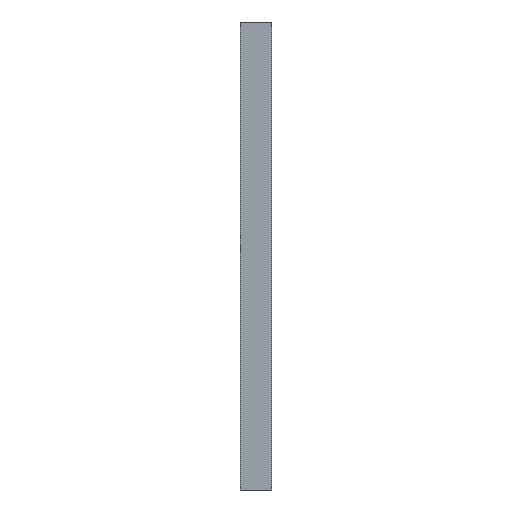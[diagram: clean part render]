
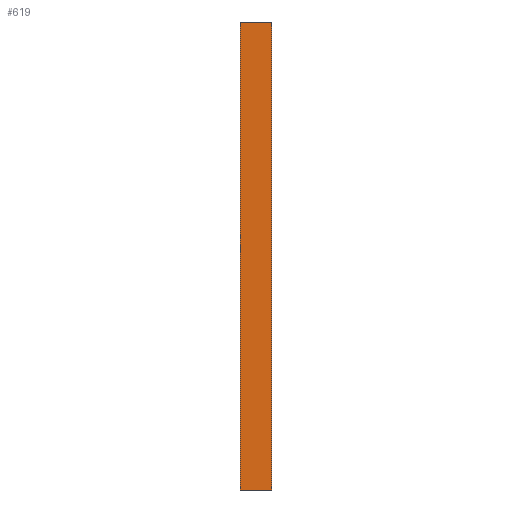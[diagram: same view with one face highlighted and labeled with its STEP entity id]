
A CAD part, left-side view. The second image highlights one B-rep face of the part: STEP entity #619.
In plain terms, the highlighted planar face has unit normal (-1, 0, 0).
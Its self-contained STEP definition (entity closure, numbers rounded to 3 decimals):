
#15 = CARTESIAN_POINT ( 'NONE',  ( -75., 10., -75. ) ) ;
#24 = VECTOR ( 'NONE', #43, 1000. ) ;
#43 = DIRECTION ( 'NONE',  ( 0., 0., 1. ) ) ;
#46 = LINE ( 'NONE', #601, #24 ) ;
#87 = VERTEX_POINT ( 'NONE', #390 ) ;
#112 = VERTEX_POINT ( 'NONE', #564 ) ;
#182 = CARTESIAN_POINT ( 'NONE',  ( -75., 10., -75. ) ) ;
#187 = CARTESIAN_POINT ( 'NONE',  ( -75., 0., 75. ) ) ;
#194 = DIRECTION ( 'NONE',  ( 0., -1., 0. ) ) ;
#207 = VECTOR ( 'NONE', #484, 1000. ) ;
#230 = EDGE_CURVE ( 'NONE', #87, #451, #468, .T. ) ;
#237 = LINE ( 'NONE', #15, #496 ) ;
#239 = PLANE ( 'NONE',  #691 ) ;
#257 = CARTESIAN_POINT ( 'NONE',  ( -75., 10., 75. ) ) ;
#281 = DIRECTION ( 'NONE',  ( 0., 0., -1. ) ) ;
#331 = ORIENTED_EDGE ( 'NONE', *, *, #230, .T. ) ;
#368 = EDGE_CURVE ( 'NONE', #672, #87, #237, .T. ) ;
#390 = CARTESIAN_POINT ( 'NONE',  ( -75., 0., -75. ) ) ;
#432 = EDGE_LOOP ( 'NONE', ( #331, #637, #580, #435 ) ) ;
#435 = ORIENTED_EDGE ( 'NONE', *, *, #368, .T. ) ;
#451 = VERTEX_POINT ( 'NONE', #187 ) ;
#468 = LINE ( 'NONE', #644, #207 ) ;
#476 = EDGE_CURVE ( 'NONE', #112, #451, #781, .T. ) ;
#484 = DIRECTION ( 'NONE',  ( 0., 0., 1. ) ) ;
#496 = VECTOR ( 'NONE', #529, 1000. ) ;
#515 = VECTOR ( 'NONE', #194, 1000. ) ;
#529 = DIRECTION ( 'NONE',  ( 0., -1., 0. ) ) ;
#564 = CARTESIAN_POINT ( 'NONE',  ( -75., 10., 75. ) ) ;
#576 = FACE_OUTER_BOUND ( 'NONE', #432, .T. ) ;
#580 = ORIENTED_EDGE ( 'NONE', *, *, #755, .F. ) ;
#601 = CARTESIAN_POINT ( 'NONE',  ( -75., 10., -75. ) ) ;
#619 = ADVANCED_FACE ( 'NONE', ( #576 ), #239, .F. ) ;
#637 = ORIENTED_EDGE ( 'NONE', *, *, #476, .F. ) ;
#640 = CARTESIAN_POINT ( 'NONE',  ( -75., 10., -75. ) ) ;
#644 = CARTESIAN_POINT ( 'NONE',  ( -75., 0., -75. ) ) ;
#672 = VERTEX_POINT ( 'NONE', #182 ) ;
#691 = AXIS2_PLACEMENT_3D ( 'NONE', #640, #774, #281 ) ;
#755 = EDGE_CURVE ( 'NONE', #672, #112, #46, .T. ) ;
#774 = DIRECTION ( 'NONE',  ( 1., 0., 0. ) ) ;
#781 = LINE ( 'NONE', #257, #515 ) ;
